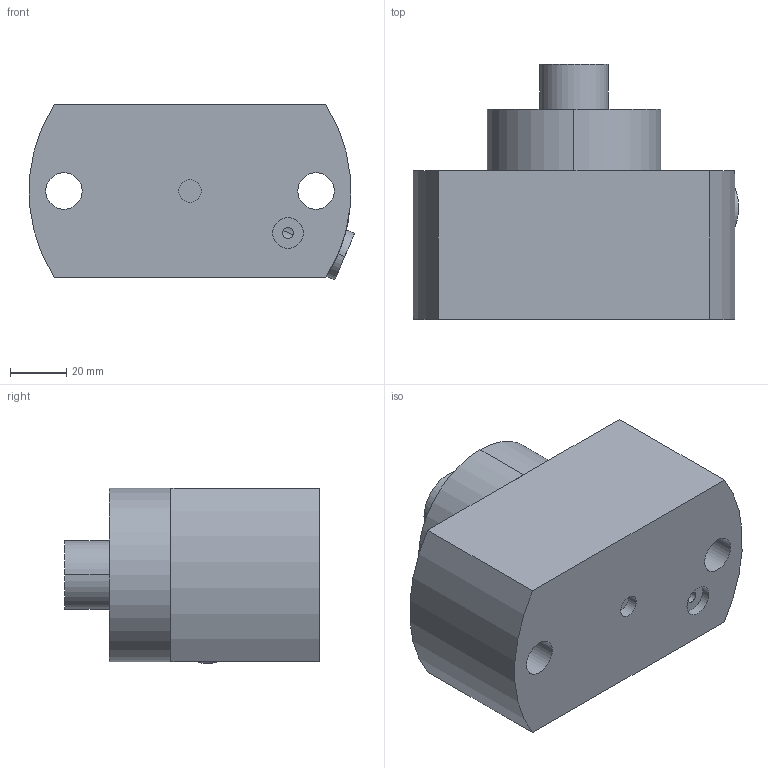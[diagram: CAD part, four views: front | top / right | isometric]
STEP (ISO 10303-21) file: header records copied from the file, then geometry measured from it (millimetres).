
FILE_DESCRIPTION((''),'2;1');
FILE_NAME('ILCM41571125','2023-04-05T15:55:33',('rkuestersteffen'),(''),'CREO PARAMETRIC BY PTC INC, 2021164','CREO PARAMETRIC BY PTC INC, 2021164','');
FILE_SCHEMA(('AUTOMOTIVE_DESIGN { 1 0 10303 214 1 1 1 1 }'));
Length unit declared in the file: millimetre
Products named in the file (1): ILCM41571125
Bounding box: 116.06 x 91 x 62.73 mm (x, y, z)
Volume: 416730.1 mm3; surface area: 41908.1 mm2
Topology: 1 solids, 2 shells, 50 faces, 117 edges, 76 vertices
Faces by surface type: cylinder 25, plane 21, cone 4
Entity records: 1998 total; most frequent: CARTESIAN_POINT 333, DIRECTION 286, ORIENTED_EDGE 234, EDGE_CURVE 117, AXIS2_PLACEMENT_3D 109, VERTEX_POINT 76, VECTOR 65, LINE 65
